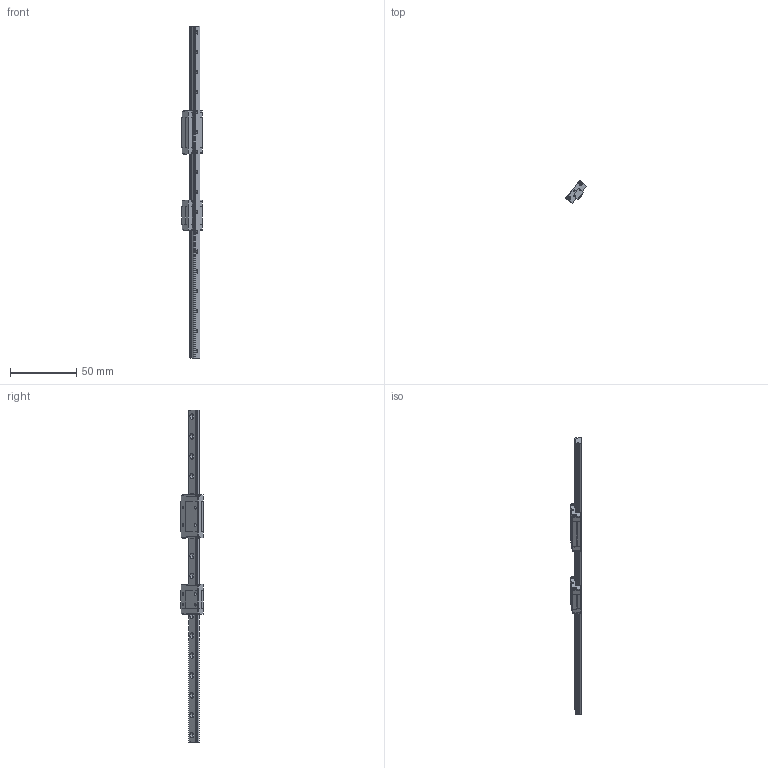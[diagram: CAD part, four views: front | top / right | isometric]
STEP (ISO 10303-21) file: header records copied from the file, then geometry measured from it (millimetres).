
FILE_DESCRIPTION (( 'STEP AP203' ), '1' );
FILE_NAME ('SBM(L) 7 ASS.STEP', '2016-10-27T00:25:09', ( '234' ), ( '' ), 'SwSTEP 2.0', 'SolidWorks 2013', '' );
FILE_SCHEMA (( 'CONFIG_CONTROL_DESIGN' ));
Length unit declared in the file: millimetre
Products named in the file (7): 墾獐お; 7L BL; 7 BL; 7 EP; 7 ES; SBM(L) 7 ASS; 7 RA2
Assembly tree (19 placements, depth 2):
  SBM(L) 7 ASS
    7 BL
    7 EP  x4
    7 ES  x4
    7 RA2
    墾獐お  x8
    7L BL
Bounding box: 15.45 x 16.84 x 250 mm (x, y, z)
Volume: 11642.1 mm3; surface area: 12169.3 mm2
Topology: 19 solids, 19 shells, 753 faces, 2006 edges, 1328 vertices
Faces by surface type: plane 452, cylinder 277, cone 24
Entity records: 11839 total; most frequent: DIRECTION 1938, CARTESIAN_POINT 1857, ORIENTED_EDGE 1792, EDGE_CURVE 896, AXIS2_PLACEMENT_3D 679, VERTEX_POINT 598, LINE 580, VECTOR 580
